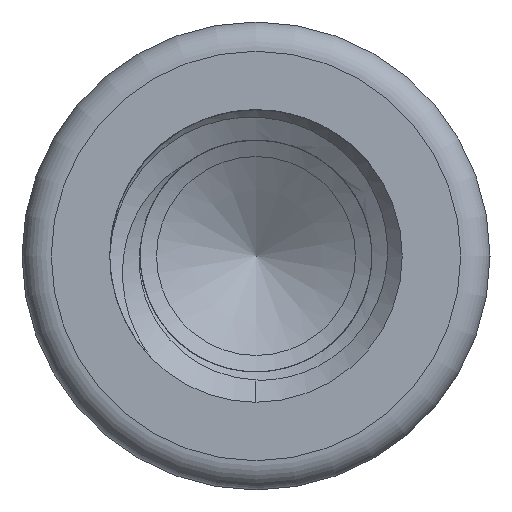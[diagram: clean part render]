
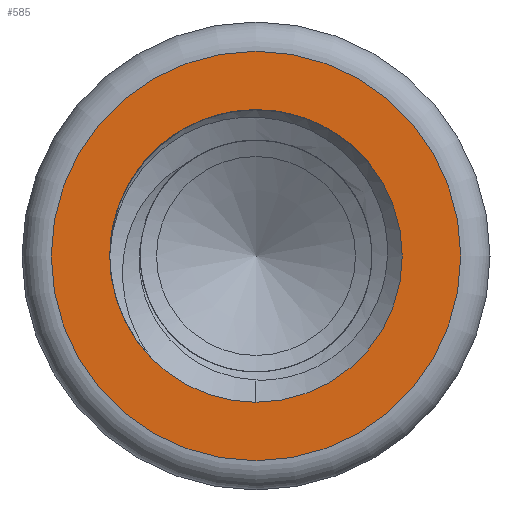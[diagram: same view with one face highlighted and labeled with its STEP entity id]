
A CAD part, left-side view. The second image highlights one B-rep face of the part: STEP entity #585.
In plain terms, the highlighted planar face has unit normal (-1, 0, 0).
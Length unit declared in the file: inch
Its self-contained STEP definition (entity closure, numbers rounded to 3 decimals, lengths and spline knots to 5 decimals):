
#16=FACE_BOUND('',#93,.T.);
#17=PLANE('',#655);
#58=FACE_OUTER_BOUND('',#92,.T.);
#92=EDGE_LOOP('',(#480));
#93=EDGE_LOOP('',(#481,#482,#483));
#97=CIRCLE('',#610,0.09843);
#102=CIRCLE('',#634,0.09843);
#103=CIRCLE('',#636,0.09843);
#109=CIRCLE('',#647,0.1378);
#213=VERTEX_POINT('',#786);
#214=VERTEX_POINT('',#815);
#258=VERTEX_POINT('',#2089);
#263=VERTEX_POINT('',#2242);
#270=EDGE_CURVE('',#213,#214,#97,.T.);
#332=EDGE_CURVE('',#214,#258,#102,.T.);
#333=EDGE_CURVE('',#258,#213,#103,.T.);
#344=EDGE_CURVE('',#263,#263,#109,.T.);
#480=ORIENTED_EDGE('',*,*,#344,.T.);
#481=ORIENTED_EDGE('',*,*,#270,.F.);
#482=ORIENTED_EDGE('',*,*,#333,.F.);
#483=ORIENTED_EDGE('',*,*,#332,.F.);
#585=ADVANCED_FACE('',(#58,#16),#17,.F.);
#610=AXIS2_PLACEMENT_3D('',#816,#662,#663);
#634=AXIS2_PLACEMENT_3D('',#2117,#729,#730);
#636=AXIS2_PLACEMENT_3D('',#2119,#733,#734);
#647=AXIS2_PLACEMENT_3D('',#2243,#757,#758);
#655=AXIS2_PLACEMENT_3D('',#2367,#777,#778);
#662=DIRECTION('center_axis',(-1.,0.,0.));
#663=DIRECTION('ref_axis',(0.,0.,1.));
#729=DIRECTION('center_axis',(-1.,0.,0.));
#730=DIRECTION('ref_axis',(0.,0.,1.));
#733=DIRECTION('center_axis',(-1.,0.,0.));
#734=DIRECTION('ref_axis',(0.,0.,1.));
#757=DIRECTION('center_axis',(-1.,0.,0.));
#758=DIRECTION('ref_axis',(0.,0.,1.));
#777=DIRECTION('center_axis',(1.,0.,0.));
#778=DIRECTION('ref_axis',(0.,0.,-1.));
#786=CARTESIAN_POINT('',(-1.5748,0.09843,0.));
#815=CARTESIAN_POINT('',(-1.5748,0.07023,-0.06896));
#816=CARTESIAN_POINT('Origin',(-1.5748,0.,0.));
#2089=CARTESIAN_POINT('',(-1.5748,0.,-0.09843));
#2117=CARTESIAN_POINT('Origin',(-1.5748,0.,0.));
#2119=CARTESIAN_POINT('Origin',(-1.5748,0.,0.));
#2242=CARTESIAN_POINT('',(-1.5748,0.,-0.1378));
#2243=CARTESIAN_POINT('Origin',(-1.5748,0.,0.));
#2367=CARTESIAN_POINT('Origin',(-1.5748,0.09843,0.));
